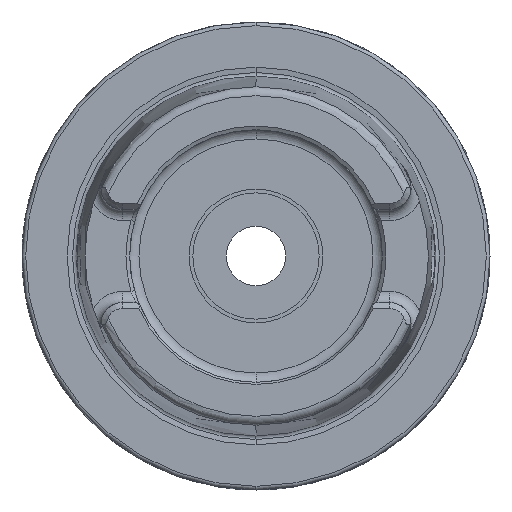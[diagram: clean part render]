
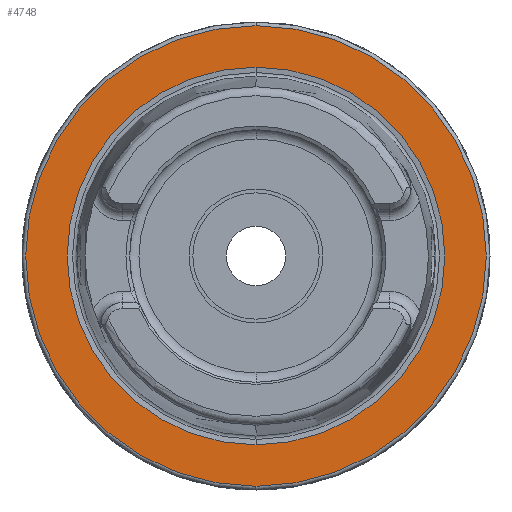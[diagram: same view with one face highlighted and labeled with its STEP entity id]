
A CAD part, left-side view. The second image highlights one B-rep face of the part: STEP entity #4748.
In plain terms, the highlighted planar face has unit normal (-1, 0, 0).
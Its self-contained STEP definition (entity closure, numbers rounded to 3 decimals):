
#1266=CARTESIAN_POINT('',(0.,0.,0.));
#1267=DIRECTION('',(1.,0.,0.));
#1268=DIRECTION('',(0.,0.,-1.));
#1269=AXIS2_PLACEMENT_3D('',#1266,#1267,#1268);
#1271=CARTESIAN_POINT('',(0.,0.,0.));
#1272=DIRECTION('',(1.,0.,0.));
#1273=DIRECTION('',(0.,0.,1.));
#1274=AXIS2_PLACEMENT_3D('',#1271,#1272,#1273);
#1276=CARTESIAN_POINT('',(0.,0.,0.));
#1277=DIRECTION('',(-1.,0.,0.));
#1278=DIRECTION('',(0.,0.,1.));
#1279=AXIS2_PLACEMENT_3D('',#1276,#1277,#1278);
#1281=CARTESIAN_POINT('',(0.,0.,0.));
#1282=DIRECTION('',(-1.,0.,0.));
#1283=DIRECTION('',(0.,0.,-1.));
#1284=AXIS2_PLACEMENT_3D('',#1281,#1282,#1283);
#2799=CARTESIAN_POINT('',(0.,0.,-25.42));
#2800=CARTESIAN_POINT('',(0.,0.,25.42));
#2801=VERTEX_POINT('',#2799);
#2802=VERTEX_POINT('',#2800);
#3128=CARTESIAN_POINT('',(0.,0.,31.));
#3129=CARTESIAN_POINT('',(0.,0.,-31.));
#3130=VERTEX_POINT('',#3128);
#3131=VERTEX_POINT('',#3129);
#4732=CARTESIAN_POINT('',(0.,0.,0.));
#4733=DIRECTION('',(1.,0.,0.));
#4734=DIRECTION('',(0.,0.,1.));
#4735=AXIS2_PLACEMENT_3D('',#4732,#4733,#4734);
#4736=PLANE('',#4735);
#4737=ORIENTED_EDGE('',*,*,#4722,.F.);
#4739=ORIENTED_EDGE('',*,*,#4738,.F.);
#4740=EDGE_LOOP('',(#4737,#4739));
#4741=FACE_OUTER_BOUND('',#4740,.F.);
#4743=ORIENTED_EDGE('',*,*,#4742,.F.);
#4745=ORIENTED_EDGE('',*,*,#4744,.F.);
#4746=EDGE_LOOP('',(#4743,#4745));
#4747=FACE_BOUND('',#4746,.F.);
#4748=ADVANCED_FACE('',(#4741,#4747),#4736,.F.);
#1270=CIRCLE('',#1269,25.42);
#1275=CIRCLE('',#1274,25.42);
#1280=CIRCLE('',#1279,31.);
#1285=CIRCLE('',#1284,31.);
#4722=EDGE_CURVE('',#3130,#3131,#1280,.T.);
#4738=EDGE_CURVE('',#3131,#3130,#1285,.T.);
#4742=EDGE_CURVE('',#2801,#2802,#1270,.T.);
#4744=EDGE_CURVE('',#2802,#2801,#1275,.T.);
